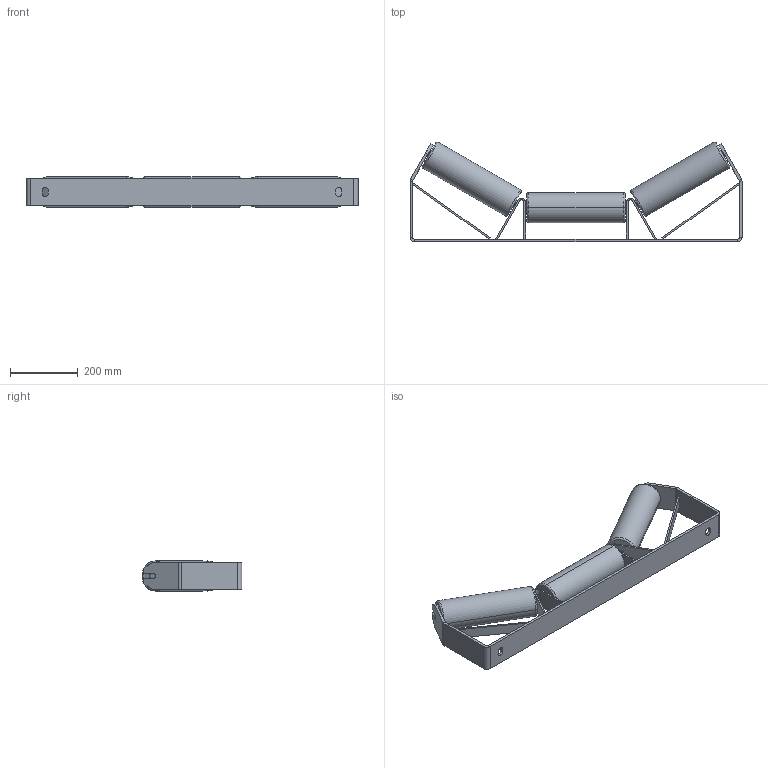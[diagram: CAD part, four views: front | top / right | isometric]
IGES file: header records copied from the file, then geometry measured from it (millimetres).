
Start section: SolidWorks IGES file using analytic representation for surfaces
Global section: file name: Support SNLM53300 E100 8 B800 30° sans pincement .igs; native system: SolidWorks 2019; preprocessor: SolidWorks 2019; author: guillaume; date: 210917.104452; units: millimetre
Bounding box: 980 x 294.47 x 89 mm (x, y, z)
Volume: 1172460.3 mm3; surface area: 950710.8 mm2
Topology: 5 solids, 11 shells, 293 faces, 714 edges, 456 vertices
Faces by surface type: plane 201, revolution 75, bspline 17
